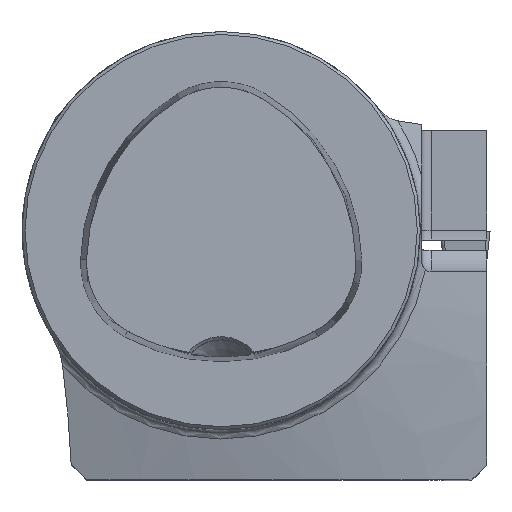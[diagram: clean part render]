
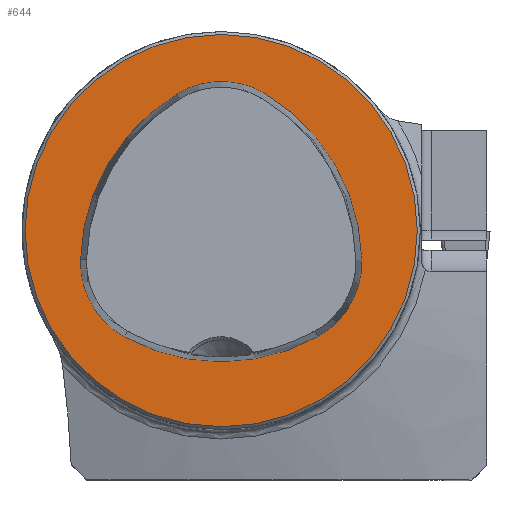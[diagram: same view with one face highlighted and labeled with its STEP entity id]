
A CAD part, top view. The second image highlights one B-rep face of the part: STEP entity #644.
In plain terms, the highlighted planar face has unit normal (0, 0, 1).
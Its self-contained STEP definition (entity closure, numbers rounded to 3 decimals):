
#110=FACE_BOUND('',#887,.T.);
#111=FACE_BOUND('',#888,.T.);
#178=PLANE('',#2347);
#644=ADVANCED_FACE('CU_FL_N1_SU_1',(#110,#111),#178,.T.);
#887=EDGE_LOOP('',(#1246,#1247,#1248,#1249,#1250,#1251));
#888=EDGE_LOOP('',(#1252));
#994=CIRCLE('',#2338,20.063);
#996=CIRCLE('',#2341,20.063);
#997=CIRCLE('',#2342,8.563);
#998=CIRCLE('',#2343,8.563);
#999=CIRCLE('',#2344,20.063);
#1000=CIRCLE('',#2345,8.563);
#1001=CIRCLE('',#2346,19.7);
#1246=ORIENTED_EDGE('',*,*,#2021,.F.);
#1247=ORIENTED_EDGE('',*,*,#2022,.F.);
#1248=ORIENTED_EDGE('',*,*,#2014,.F.);
#1249=ORIENTED_EDGE('',*,*,#2023,.F.);
#1250=ORIENTED_EDGE('',*,*,#2024,.F.);
#1251=ORIENTED_EDGE('',*,*,#2025,.F.);
#1252=ORIENTED_EDGE('',*,*,#2026,.T.);
#1776=VERTEX_POINT('',#3775);
#1777=VERTEX_POINT('',#3777);
#1783=VERTEX_POINT('',#3809);
#1784=VERTEX_POINT('',#3810);
#1785=VERTEX_POINT('',#3813);
#1786=VERTEX_POINT('',#3815);
#1787=VERTEX_POINT('',#3818);
#2014=EDGE_CURVE('',#1776,#1777,#994,.T.);
#2021=EDGE_CURVE('',#1783,#1784,#996,.T.);
#2022=EDGE_CURVE('',#1777,#1783,#997,.T.);
#2023=EDGE_CURVE('',#1785,#1776,#998,.T.);
#2024=EDGE_CURVE('',#1786,#1785,#999,.T.);
#2025=EDGE_CURVE('',#1784,#1786,#1000,.T.);
#2026=EDGE_CURVE('',#1787,#1787,#1001,.T.);
#2338=AXIS2_PLACEMENT_3D('',#3776,#2678,#2679);
#2341=AXIS2_PLACEMENT_3D('',#3808,#2685,#2686);
#2342=AXIS2_PLACEMENT_3D('',#3811,#2687,#2688);
#2343=AXIS2_PLACEMENT_3D('',#3812,#2689,#2690);
#2344=AXIS2_PLACEMENT_3D('',#3814,#2691,#2692);
#2345=AXIS2_PLACEMENT_3D('',#3816,#2693,#2694);
#2346=AXIS2_PLACEMENT_3D('',#3817,#2695,#2696);
#2347=AXIS2_PLACEMENT_3D('',#3819,#2697,#2698);
#2678=DIRECTION('',(0.,0.,1.));
#2679=DIRECTION('',(-1.,0.,0.));
#2685=DIRECTION('',(0.,0.,1.));
#2686=DIRECTION('',(-1.,0.,0.));
#2687=DIRECTION('',(0.,0.,1.));
#2688=DIRECTION('',(-1.,0.,0.));
#2689=DIRECTION('',(0.,0.,1.));
#2690=DIRECTION('',(-1.,0.,0.));
#2691=DIRECTION('',(0.,0.,1.));
#2692=DIRECTION('',(-1.,0.,0.));
#2693=DIRECTION('',(0.,0.,1.));
#2694=DIRECTION('',(-1.,0.,0.));
#2695=DIRECTION('',(0.,0.,1.));
#2696=DIRECTION('',(-1.,0.,0.));
#2697=DIRECTION('',(0.,0.,1.));
#2698=DIRECTION('',(-1.,0.,0.));
#3775=CARTESIAN_POINT('',(-9.704,-10.66,0.));
#3776=CARTESIAN_POINT('',(0.,6.9,0.));
#3777=CARTESIAN_POINT('',(9.704,-10.66,0.));
#3808=CARTESIAN_POINT('',(-5.934,-3.451,0.));
#3809=CARTESIAN_POINT('',(14.123,-2.953,0.));
#3810=CARTESIAN_POINT('',(4.418,13.735,0.));
#3811=CARTESIAN_POINT('',(5.562,-3.165,0.));
#3812=CARTESIAN_POINT('',(-5.562,-3.165,0.));
#3813=CARTESIAN_POINT('',(-14.123,-2.953,0.));
#3814=CARTESIAN_POINT('',(5.934,-3.451,0.));
#3815=CARTESIAN_POINT('',(-4.418,13.735,0.));
#3816=CARTESIAN_POINT('',(0.,6.4,0.));
#3817=CARTESIAN_POINT('',(0.,0.,0.));
#3818=CARTESIAN_POINT('',(-19.7,0.,0.));
#3819=CARTESIAN_POINT('',(0.,0.,0.));
